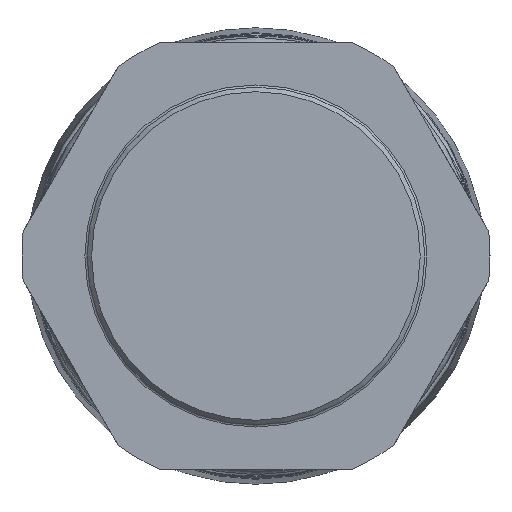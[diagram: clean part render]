
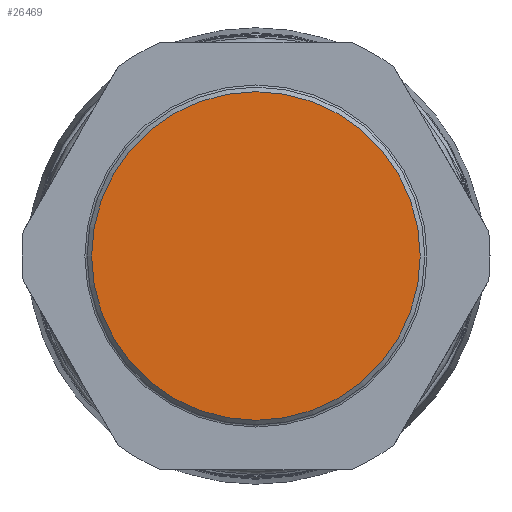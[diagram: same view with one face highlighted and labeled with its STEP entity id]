
A CAD part, left-side view. The second image highlights one B-rep face of the part: STEP entity #26469.
In plain terms, the highlighted planar face has unit normal (-1, 0, 0).
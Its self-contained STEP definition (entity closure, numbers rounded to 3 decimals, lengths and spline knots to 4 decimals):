
#2231=CIRCLE('',#28831,1.437);
#2232=CIRCLE('',#28832,1.437);
#3894=FACE_OUTER_BOUND('',#5393,.T.);
#5393=EDGE_LOOP('',(#22755,#22756));
#11245=VERTEX_POINT('',#54061);
#11246=VERTEX_POINT('',#54062);
#15094=EDGE_CURVE('',#11245,#11246,#2231,.T.);
#15095=EDGE_CURVE('',#11246,#11245,#2232,.T.);
#22755=ORIENTED_EDGE('',*,*,#15094,.F.);
#22756=ORIENTED_EDGE('',*,*,#15095,.F.);
#23600=PLANE('',#28830);
#26469=ADVANCED_FACE('',(#3894),#23600,.T.);
#28830=AXIS2_PLACEMENT_3D('',#54060,#34672,#34673);
#28831=AXIS2_PLACEMENT_3D('',#54063,#34674,#34675);
#28832=AXIS2_PLACEMENT_3D('',#54064,#34676,#34677);
#34672=DIRECTION('center_axis',(-1.,0.,0.));
#34673=DIRECTION('ref_axis',(0.,1.,0.));
#34674=DIRECTION('center_axis',(1.,0.,0.));
#34675=DIRECTION('ref_axis',(0.,-1.,0.));
#34676=DIRECTION('center_axis',(1.,0.,0.));
#34677=DIRECTION('ref_axis',(0.,-1.,0.));
#54060=CARTESIAN_POINT('Origin',(-2.4291,0.,
-1.437));
#54061=CARTESIAN_POINT('',(-2.4291,0.,-1.437));
#54062=CARTESIAN_POINT('',(-2.4291,0.,1.437));
#54063=CARTESIAN_POINT('Origin',(-2.4291,0.,
0.));
#54064=CARTESIAN_POINT('Origin',(-2.4291,0.,
0.));
